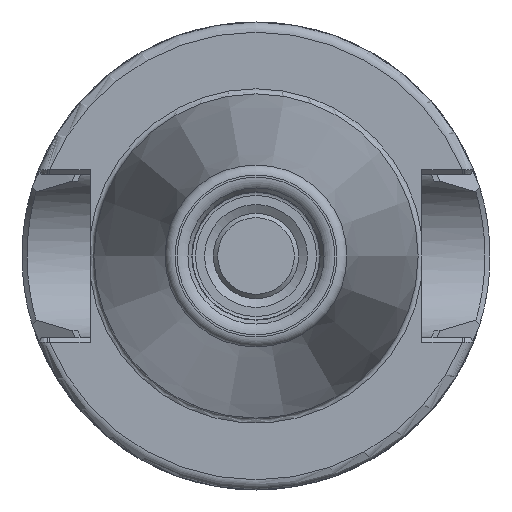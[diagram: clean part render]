
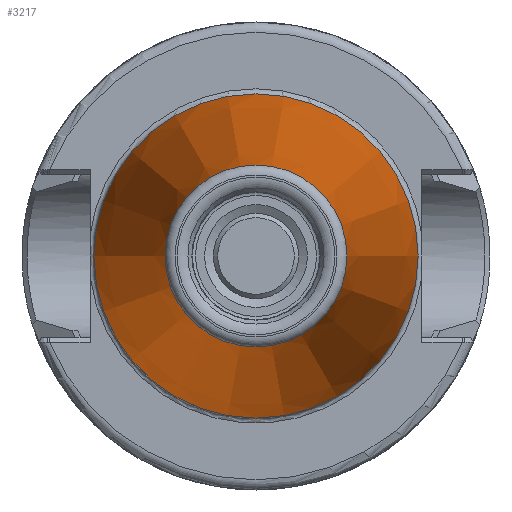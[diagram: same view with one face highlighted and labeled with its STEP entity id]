
A CAD part, left-side view. The second image highlights one B-rep face of the part: STEP entity #3217.
In plain terms, the highlighted conical face has half-angle 8.297 degrees and reference radius 12.437 mm.
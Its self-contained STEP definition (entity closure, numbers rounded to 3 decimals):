
#187=CIRCLE('',#3503,8.941);
#188=CIRCLE('',#3504,8.941);
#189=CIRCLE('',#3505,8.941);
#191=CIRCLE('',#3508,15.933);
#192=CIRCLE('',#3509,15.933);
#281=CONICAL_SURFACE('',#3507,12.437,0.145);
#365=FACE_OUTER_BOUND('',#564,.T.);
#564=EDGE_LOOP('',(#2482,#2483,#2484,#2485,#2486,#2487,#2488));
#828=LINE('',#5774,#1093);
#1093=VECTOR('',#4106,12.437);
#1420=VERTEX_POINT('',#5762);
#1421=VERTEX_POINT('',#5763);
#1422=VERTEX_POINT('',#5765);
#1423=VERTEX_POINT('',#5770);
#1424=VERTEX_POINT('',#5771);
#1802=EDGE_CURVE('',#1420,#1421,#187,.T.);
#1803=EDGE_CURVE('',#1422,#1420,#188,.T.);
#1804=EDGE_CURVE('',#1421,#1422,#189,.T.);
#1806=EDGE_CURVE('',#1423,#1424,#191,.T.);
#1807=EDGE_CURVE('',#1424,#1423,#192,.T.);
#1808=EDGE_CURVE('',#1424,#1422,#828,.T.);
#2482=ORIENTED_EDGE('',*,*,#1806,.F.);
#2483=ORIENTED_EDGE('',*,*,#1807,.F.);
#2484=ORIENTED_EDGE('',*,*,#1808,.T.);
#2485=ORIENTED_EDGE('',*,*,#1803,.T.);
#2486=ORIENTED_EDGE('',*,*,#1802,.T.);
#2487=ORIENTED_EDGE('',*,*,#1804,.T.);
#2488=ORIENTED_EDGE('',*,*,#1808,.F.);
#3217=ADVANCED_FACE('',(#365),#281,.T.);
#3503=AXIS2_PLACEMENT_3D('',#5764,#4092,#4093);
#3504=AXIS2_PLACEMENT_3D('',#5766,#4094,#4095);
#3505=AXIS2_PLACEMENT_3D('',#5767,#4096,#4097);
#3507=AXIS2_PLACEMENT_3D('',#5769,#4100,#4101);
#3508=AXIS2_PLACEMENT_3D('',#5772,#4102,#4103);
#3509=AXIS2_PLACEMENT_3D('',#5773,#4104,#4105);
#4092=DIRECTION('center_axis',(1.,0.,0.));
#4093=DIRECTION('ref_axis',(0.,0.,-1.));
#4094=DIRECTION('center_axis',(1.,0.,0.));
#4095=DIRECTION('ref_axis',(0.,0.,-1.));
#4096=DIRECTION('center_axis',(1.,0.,0.));
#4097=DIRECTION('ref_axis',(0.,0.,-1.));
#4100=DIRECTION('center_axis',(1.,0.,0.));
#4101=DIRECTION('ref_axis',(0.,1.,0.));
#4102=DIRECTION('center_axis',(1.,0.,0.));
#4103=DIRECTION('ref_axis',(0.,0.,-1.));
#4104=DIRECTION('center_axis',(1.,0.,0.));
#4105=DIRECTION('ref_axis',(0.,0.,-1.));
#4106=DIRECTION('',(-0.99,0.144,0.));
#5762=CARTESIAN_POINT('',(-47.944,8.941,0.));
#5763=CARTESIAN_POINT('',(-47.944,0.,8.941));
#5764=CARTESIAN_POINT('Origin',(-47.944,0.,
0.));
#5765=CARTESIAN_POINT('',(-47.944,-8.941,0.));
#5766=CARTESIAN_POINT('Origin',(-47.944,0.,
0.));
#5767=CARTESIAN_POINT('Origin',(-47.944,0.,
0.));
#5769=CARTESIAN_POINT('Origin',(-23.972,0.,
0.));
#5770=CARTESIAN_POINT('',(0.,15.933,0.));
#5771=CARTESIAN_POINT('',(0.,-15.933,0.));
#5772=CARTESIAN_POINT('Origin',(0.,0.,
0.));
#5773=CARTESIAN_POINT('Origin',(0.,0.,
0.));
#5774=CARTESIAN_POINT('',(-23.972,-12.437,0.));
